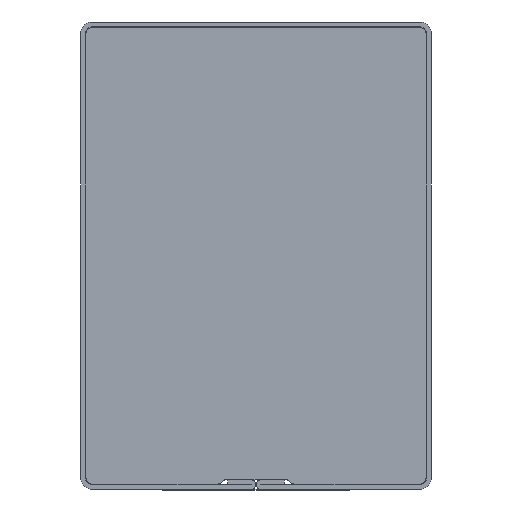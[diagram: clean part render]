
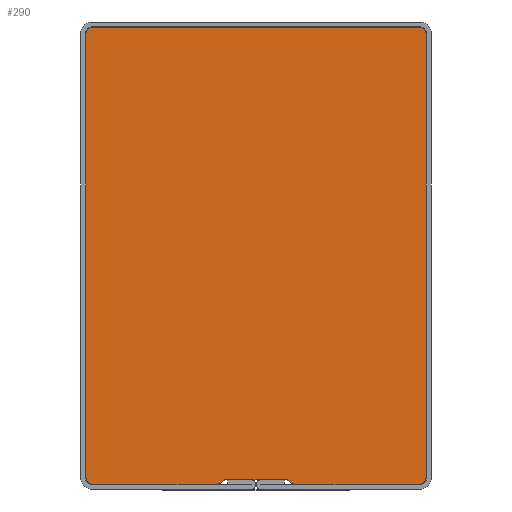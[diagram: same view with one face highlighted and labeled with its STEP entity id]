
A CAD part, front view. The second image highlights one B-rep face of the part: STEP entity #290.
In plain terms, the highlighted planar face has unit normal (0, -1, 0).
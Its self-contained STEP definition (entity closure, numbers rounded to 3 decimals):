
#290 = ADVANCED_FACE( '', ( #562 ), #563, .F. );
#562 = FACE_OUTER_BOUND( '', #842, .T. );
#563 = PLANE( '', #843 );
#842 = EDGE_LOOP( '', ( #1406, #1407, #1408, #1409, #1410, #1411, #1412, #1413, #1414, #1415, #1416, #1417, #1418, #1419, #1420, #1421 ) );
#843 = AXIS2_PLACEMENT_3D( '', #1422, #1423, #1424 );
#1406 = ORIENTED_EDGE( '', *, *, #2025, .F. );
#1407 = ORIENTED_EDGE( '', *, *, #2026, .F. );
#1408 = ORIENTED_EDGE( '', *, *, #1816, .F. );
#1409 = ORIENTED_EDGE( '', *, *, #1967, .F. );
#1410 = ORIENTED_EDGE( '', *, *, #2027, .F. );
#1411 = ORIENTED_EDGE( '', *, *, #1802, .F. );
#1412 = ORIENTED_EDGE( '', *, *, #1821, .F. );
#1413 = ORIENTED_EDGE( '', *, *, #2028, .F. );
#1414 = ORIENTED_EDGE( '', *, *, #1918, .F. );
#1415 = ORIENTED_EDGE( '', *, *, #1797, .F. );
#1416 = ORIENTED_EDGE( '', *, *, #2029, .F. );
#1417 = ORIENTED_EDGE( '', *, *, #2030, .F. );
#1418 = ORIENTED_EDGE( '', *, *, #2031, .F. );
#1419 = ORIENTED_EDGE( '', *, *, #2032, .F. );
#1420 = ORIENTED_EDGE( '', *, *, #2033, .F. );
#1421 = ORIENTED_EDGE( '', *, *, #1932, .F. );
#1422 = CARTESIAN_POINT( '', ( -7., -7.5, 9.5 ) );
#1423 = DIRECTION( '', ( 0., 1., 0. ) );
#1424 = DIRECTION( '', ( 0., 0., 1. ) );
#1797 = EDGE_CURVE( '', #2126, #2128, #2129, .T. );
#1802 = EDGE_CURVE( '', #2135, #2137, #2138, .T. );
#1816 = EDGE_CURVE( '', #2159, #2161, #2162, .T. );
#1821 = EDGE_CURVE( '', #2167, #2135, #2169, .T. );
#1918 = EDGE_CURVE( '', #2128, #2336, #2337, .T. );
#1932 = EDGE_CURVE( '', #2358, #2360, #2361, .T. );
#1967 = EDGE_CURVE( '', #2408, #2159, #2410, .T. );
#2025 = EDGE_CURVE( '', #2492, #2358, #2493, .T. );
#2026 = EDGE_CURVE( '', #2161, #2492, #2494, .T. );
#2027 = EDGE_CURVE( '', #2137, #2408, #2495, .T. );
#2028 = EDGE_CURVE( '', #2336, #2167, #2496, .T. );
#2029 = EDGE_CURVE( '', #2497, #2126, #2498, .T. );
#2030 = EDGE_CURVE( '', #2499, #2497, #2500, .T. );
#2031 = EDGE_CURVE( '', #2501, #2499, #2502, .T. );
#2032 = EDGE_CURVE( '', #2503, #2501, #2504, .T. );
#2033 = EDGE_CURVE( '', #2360, #2503, #2505, .T. );
#2126 = VERTEX_POINT( '', #2615 );
#2128 = VERTEX_POINT( '', #2618 );
#2129 = LINE( '', #2619, #2620 );
#2135 = VERTEX_POINT( '', #2628 );
#2137 = VERTEX_POINT( '', #2631 );
#2138 = LINE( '', #2632, #2633 );
#2159 = VERTEX_POINT( '', #2660 );
#2161 = VERTEX_POINT( '', #2663 );
#2162 = CIRCLE( '', #2664, 0.28 );
#2167 = VERTEX_POINT( '', #2670 );
#2169 = CIRCLE( '', #2673, 0.22 );
#2336 = VERTEX_POINT( '', #2899 );
#2337 = CIRCLE( '', #2900, 0.22 );
#2358 = VERTEX_POINT( '', #2930 );
#2360 = VERTEX_POINT( '', #2933 );
#2361 = LINE( '', #2934, #2935 );
#2408 = VERTEX_POINT( '', #2997 );
#2410 = LINE( '', #3000, #3001 );
#2492 = VERTEX_POINT( '', #3113 );
#2493 = CIRCLE( '', #3114, 0.28 );
#2494 = LINE( '', #3115, #3116 );
#2495 = CIRCLE( '', #3117, 0.18 );
#2496 = LINE( '', #3118, #3119 );
#2497 = VERTEX_POINT( '', #3120 );
#2498 = CIRCLE( '', #3121, 0.18 );
#2499 = VERTEX_POINT( '', #3122 );
#2500 = LINE( '', #3123, #3124 );
#2501 = VERTEX_POINT( '', #3125 );
#2502 = CIRCLE( '', #3126, 0.28 );
#2503 = VERTEX_POINT( '', #3127 );
#2504 = LINE( '', #3128, #3129 );
#2505 = CIRCLE( '', #3130, 0.28 );
#2615 = CARTESIAN_POINT( '', ( 1.544, -7.5, -9.739 ) );
#2618 = CARTESIAN_POINT( '', ( 1.4, -7.5, -9.62 ) );
#2619 = CARTESIAN_POINT( '', ( 1.544, -7.5, -9.739 ) );
#2620 = VECTOR( '', #3272, 1000. );
#2628 = CARTESIAN_POINT( '', ( -1.397, -7.5, -9.619 ) );
#2631 = CARTESIAN_POINT( '', ( -1.545, -7.5, -9.74 ) );
#2632 = CARTESIAN_POINT( '', ( -1.397, -7.5, -9.619 ) );
#2633 = VECTOR( '', #3276, 1000. );
#2660 = CARTESIAN_POINT( '', ( -7., -7.5, -9.78 ) );
#2663 = CARTESIAN_POINT( '', ( -7.28, -7.5, -9.5 ) );
#2664 = AXIS2_PLACEMENT_3D( '', #3293, #3294, #3295 );
#2670 = CARTESIAN_POINT( '', ( -1.258, -7.5, -9.57 ) );
#2673 = AXIS2_PLACEMENT_3D( '', #3301, #3302, #3303 );
#2899 = CARTESIAN_POINT( '', ( 1.26, -7.5, -9.57 ) );
#2900 = AXIS2_PLACEMENT_3D( '', #3423, #3424, #3425 );
#2930 = CARTESIAN_POINT( '', ( -7., -7.5, 9.78 ) );
#2933 = CARTESIAN_POINT( '', ( 7., -7.5, 9.78 ) );
#2934 = CARTESIAN_POINT( '', ( -7., -7.5, 9.78 ) );
#2935 = VECTOR( '', #3436, 1000. );
#2997 = CARTESIAN_POINT( '', ( -1.658, -7.5, -9.78 ) );
#3000 = CARTESIAN_POINT( '', ( -1.658, -7.5, -9.78 ) );
#3001 = VECTOR( '', #3477, 1000. );
#3113 = CARTESIAN_POINT( '', ( -7.28, -7.5, 9.5 ) );
#3114 = AXIS2_PLACEMENT_3D( '', #3547, #3548, #3549 );
#3115 = CARTESIAN_POINT( '', ( -7.28, -7.5, -9.5 ) );
#3116 = VECTOR( '', #3550, 1000. );
#3117 = AXIS2_PLACEMENT_3D( '', #3551, #3552, #3553 );
#3118 = CARTESIAN_POINT( '', ( 1.26, -7.5, -9.57 ) );
#3119 = VECTOR( '', #3554, 1000. );
#3120 = CARTESIAN_POINT( '', ( 1.658, -7.5, -9.78 ) );
#3121 = AXIS2_PLACEMENT_3D( '', #3555, #3556, #3557 );
#3122 = CARTESIAN_POINT( '', ( 7., -7.5, -9.78 ) );
#3123 = CARTESIAN_POINT( '', ( 7., -7.5, -9.78 ) );
#3124 = VECTOR( '', #3558, 1000. );
#3125 = CARTESIAN_POINT( '', ( 7.28, -7.5, -9.5 ) );
#3126 = AXIS2_PLACEMENT_3D( '', #3559, #3560, #3561 );
#3127 = CARTESIAN_POINT( '', ( 7.28, -7.5, 9.5 ) );
#3128 = CARTESIAN_POINT( '', ( 7.28, -7.5, 9.5 ) );
#3129 = VECTOR( '', #3562, 1000. );
#3130 = AXIS2_PLACEMENT_3D( '', #3563, #3564, #3565 );
#3272 = DIRECTION( '', ( -0.771, 0., 0.636 ) );
#3276 = DIRECTION( '', ( -0.775, 0., -0.632 ) );
#3293 = CARTESIAN_POINT( '', ( -7., -7.5, -9.5 ) );
#3294 = DIRECTION( '', ( 0., 1., 0. ) );
#3295 = DIRECTION( '', ( 1., 0., 0. ) );
#3301 = CARTESIAN_POINT( '', ( -1.258, -7.5, -9.79 ) );
#3302 = DIRECTION( '', ( 0., -1., 0. ) );
#3303 = DIRECTION( '', ( 1., 0., 0. ) );
#3423 = CARTESIAN_POINT( '', ( 1.26, -7.5, -9.79 ) );
#3424 = DIRECTION( '', ( 0., -1., 0. ) );
#3425 = DIRECTION( '', ( 1., 0., 0. ) );
#3436 = DIRECTION( '', ( 1., 0., 0. ) );
#3477 = DIRECTION( '', ( -1., 0., 0. ) );
#3547 = CARTESIAN_POINT( '', ( -7., -7.5, 9.5 ) );
#3548 = DIRECTION( '', ( 0., 1., 0. ) );
#3549 = DIRECTION( '', ( 1., 0., 0. ) );
#3550 = DIRECTION( '', ( 0., 0., 1. ) );
#3551 = CARTESIAN_POINT( '', ( -1.658, -7.5, -9.6 ) );
#3552 = DIRECTION( '', ( 0., 1., 0. ) );
#3553 = DIRECTION( '', ( 1., 0., 0. ) );
#3554 = DIRECTION( '', ( -1., 0., 0. ) );
#3555 = CARTESIAN_POINT( '', ( 1.658, -7.5, -9.6 ) );
#3556 = DIRECTION( '', ( 0., 1., 0. ) );
#3557 = DIRECTION( '', ( 1., 0., 0. ) );
#3558 = DIRECTION( '', ( -1., 0., 0. ) );
#3559 = CARTESIAN_POINT( '', ( 7., -7.5, -9.5 ) );
#3560 = DIRECTION( '', ( 0., 1., 0. ) );
#3561 = DIRECTION( '', ( 1., 0., 0. ) );
#3562 = DIRECTION( '', ( 0., 0., -1. ) );
#3563 = CARTESIAN_POINT( '', ( 7., -7.5, 9.5 ) );
#3564 = DIRECTION( '', ( 0., 1., 0. ) );
#3565 = DIRECTION( '', ( -1., 0., 0. ) );
